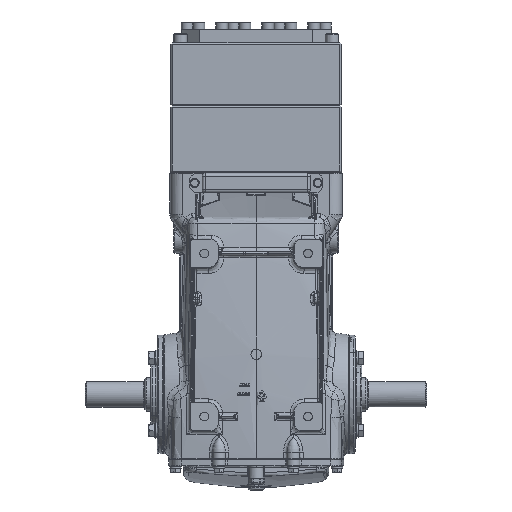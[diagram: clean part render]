
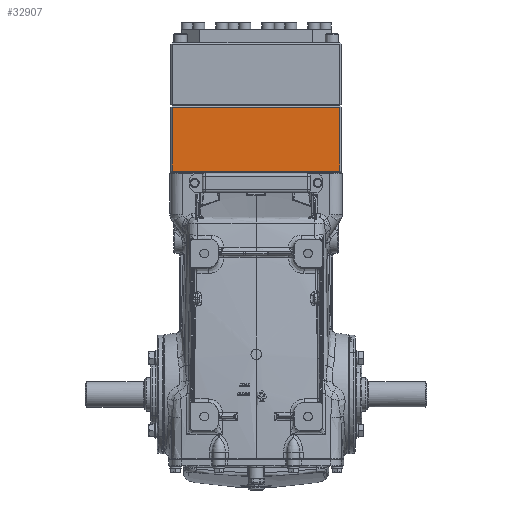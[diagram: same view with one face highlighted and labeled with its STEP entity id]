
A CAD part, front view. The second image highlights one B-rep face of the part: STEP entity #32907.
In plain terms, the highlighted planar face has unit normal (0, -1, 0).
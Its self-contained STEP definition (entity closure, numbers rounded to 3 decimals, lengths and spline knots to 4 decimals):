
#8611 = CARTESIAN_POINT ( 'NONE',  ( -4.5276, -3.937, 15.2362 ) ) ;
#13761 = ORIENTED_EDGE ( 'NONE', *, *, #99782, .T. ) ;
#15254 = ORIENTED_EDGE ( 'NONE', *, *, #73493, .T. ) ;
#21288 = EDGE_CURVE ( 'NONE', #103827, #85995, #42720, .T. ) ;
#22492 = VECTOR ( 'NONE', #64420, 39.3701 ) ;
#26548 = AXIS2_PLACEMENT_3D ( 'NONE', #33558, #69652, #105737 ) ;
#28366 = CARTESIAN_POINT ( 'NONE',  ( 4.4488, -3.937, 15.315 ) ) ;
#28791 = VECTOR ( 'NONE', #66483, 39.3701 ) ;
#30412 = CARTESIAN_POINT ( 'NONE',  ( -4.4488, -3.937, 15.315 ) ) ;
#31031 = EDGE_CURVE ( 'NONE', #85995, #101051, #109389, .T. ) ;
#32907 = ADVANCED_FACE ( 'NONE', ( #78497 ), #114582, .F. ) ;
#33558 = CARTESIAN_POINT ( 'NONE',  ( -4.5276, -3.937, 15.315 ) ) ;
#42720 = LINE ( 'NONE', #78804, #105548 ) ;
#44700 = DIRECTION ( 'NONE',  ( -1., 0., 0. ) ) ;
#47342 = ORIENTED_EDGE ( 'NONE', *, *, #21288, .T. ) ;
#57916 = CARTESIAN_POINT ( 'NONE',  ( -4.4488, -3.937, 11.8504 ) ) ;
#64420 = DIRECTION ( 'NONE',  ( 0., 0., 1. ) ) ;
#64783 = CARTESIAN_POINT ( 'NONE',  ( 4.4488, -3.937, 15.2362 ) ) ;
#66483 = DIRECTION ( 'NONE',  ( 0., 0., -1. ) ) ;
#69652 = DIRECTION ( 'NONE',  ( 0., 1., 0. ) ) ;
#73493 = EDGE_CURVE ( 'NONE', #112257, #103827, #111461, .T. ) ;
#78497 = FACE_OUTER_BOUND ( 'NONE', #114938, .T. ) ;
#78804 = CARTESIAN_POINT ( 'NONE',  ( 4.5276, -3.937, 11.8504 ) ) ;
#81655 = ORIENTED_EDGE ( 'NONE', *, *, #31031, .T. ) ;
#85995 = VERTEX_POINT ( 'NONE', #109023 ) ;
#86241 = CARTESIAN_POINT ( 'NONE',  ( -4.4488, -3.937, 15.2362 ) ) ;
#89629 = LINE ( 'NONE', #8611, #105630 ) ;
#99782 = EDGE_CURVE ( 'NONE', #101051, #112257, #89629, .T. ) ;
#101051 = VERTEX_POINT ( 'NONE', #64783 ) ;
#103827 = VERTEX_POINT ( 'NONE', #57916 ) ;
#105548 = VECTOR ( 'NONE', #114894, 39.3701 ) ;
#105630 = VECTOR ( 'NONE', #44700, 39.3701 ) ;
#105737 = DIRECTION ( 'NONE',  ( 0., 0., 1. ) ) ;
#109023 = CARTESIAN_POINT ( 'NONE',  ( 4.4488, -3.937, 11.8504 ) ) ;
#109389 = LINE ( 'NONE', #28366, #22492 ) ;
#111461 = LINE ( 'NONE', #30412, #28791 ) ;
#112257 = VERTEX_POINT ( 'NONE', #86241 ) ;
#114582 = PLANE ( 'NONE',  #26548 ) ;
#114894 = DIRECTION ( 'NONE',  ( 1., 0., 0. ) ) ;
#114938 = EDGE_LOOP ( 'NONE', ( #47342, #81655, #13761, #15254 ) ) ;
